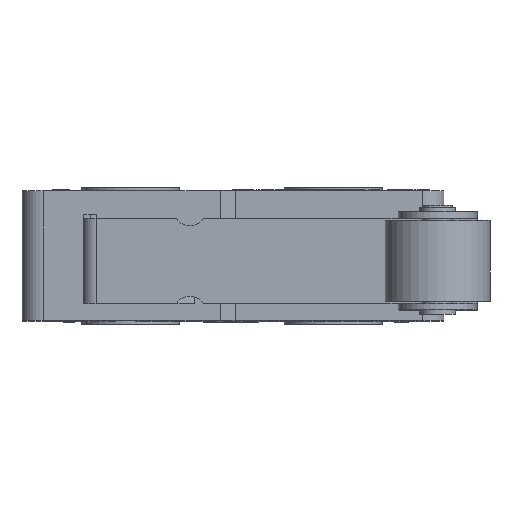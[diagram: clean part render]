
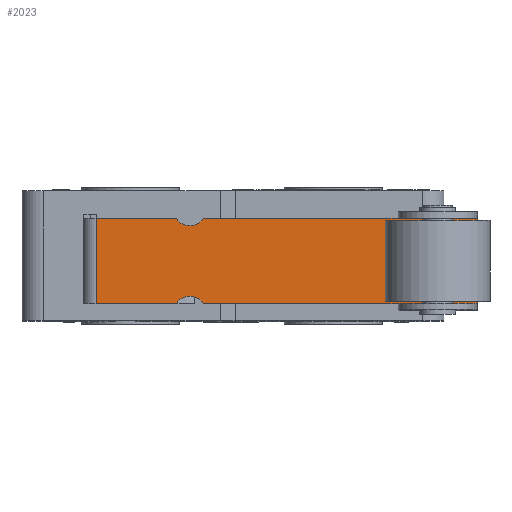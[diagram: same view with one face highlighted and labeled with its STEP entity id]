
A CAD part, top view. The second image highlights one B-rep face of the part: STEP entity #2023.
In plain terms, the highlighted planar face has unit normal (-0.013, 0, 1).
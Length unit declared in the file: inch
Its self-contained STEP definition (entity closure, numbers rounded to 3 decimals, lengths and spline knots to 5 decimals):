
#1095=CARTESIAN_POINT('',(0.08427,-0.20866,0.34654));
#1096=VERTEX_POINT('',#1095);
#1103=CARTESIAN_POINT('',(-0.06397,-0.20866,0.34463));
#1104=VERTEX_POINT('',#1103);
#1105=CARTESIAN_POINT('',(0.08427,-0.20866,0.34654));
#1106=DIRECTION('',(-1.,0.,-0.013));
#1107=VECTOR('',#1106,0.14825);
#1108=LINE('',#1105,#1107);
#1109=EDGE_CURVE('',#1096,#1104,#1108,.T.);
#1299=CARTESIAN_POINT('',(0.13422,-0.20866,0.34718));
#1300=VERTEX_POINT('',#1299);
#1309=CARTESIAN_POINT('',(0.10924,-0.22441,0.34686));
#1310=DIRECTION('',(0.013,0.,-1.));
#1311=DIRECTION('',(1.,0.,0.013));
#1312=AXIS2_PLACEMENT_3D('',#1309,#1310,#1311);
#1313=CIRCLE('',#1312,0.02953);
#1314=EDGE_CURVE('',#1096,#1300,#1313,.T.);
#1334=CARTESIAN_POINT('',(0.13422,-0.05118,0.34718));
#1335=VERTEX_POINT('',#1334);
#1351=CARTESIAN_POINT('',(0.08427,-0.05118,0.34654));
#1352=VERTEX_POINT('',#1351);
#1359=CARTESIAN_POINT('',(0.10924,-0.03543,0.34686));
#1360=DIRECTION('',(0.013,0.,-1.));
#1361=DIRECTION('',(1.,0.,0.013));
#1362=AXIS2_PLACEMENT_3D('',#1359,#1360,#1361);
#1363=CIRCLE('',#1362,0.02953);
#1364=EDGE_CURVE('',#1335,#1352,#1363,.T.);
#1383=CARTESIAN_POINT('',(-0.06397,-0.05118,0.34463));
#1384=VERTEX_POINT('',#1383);
#1392=CARTESIAN_POINT('',(-0.06397,-0.05118,0.34463));
#1393=DIRECTION('',(1.,0.,0.013));
#1394=VECTOR('',#1393,0.14825);
#1395=LINE('',#1392,#1394);
#1396=EDGE_CURVE('',#1384,#1352,#1395,.T.);
#1752=CARTESIAN_POINT('',(0.49583,-0.05118,0.35182));
#1753=VERTEX_POINT('',#1752);
#1760=CARTESIAN_POINT('',(0.64148,-0.05118,0.35369));
#1761=VERTEX_POINT('',#1760);
#1762=CARTESIAN_POINT('',(0.49583,-0.05118,0.35182));
#1763=DIRECTION('',(1.,0.,0.013));
#1764=VECTOR('',#1763,0.14567);
#1765=LINE('',#1762,#1764);
#1766=EDGE_CURVE('',#1753,#1761,#1765,.T.);
#1885=CARTESIAN_POINT('',(0.64148,-0.20866,0.35369));
#1886=VERTEX_POINT('',#1885);
#1893=CARTESIAN_POINT('',(0.49583,-0.20866,0.35182));
#1894=VERTEX_POINT('',#1893);
#1895=CARTESIAN_POINT('',(0.64148,-0.20866,0.35369));
#1896=DIRECTION('',(-1.,0.,-0.013));
#1897=VECTOR('',#1896,0.14567);
#1898=LINE('',#1895,#1897);
#1899=EDGE_CURVE('',#1886,#1894,#1898,.T.);
#1982=CARTESIAN_POINT('',(-0.06397,-0.20866,0.34463));
#1983=DIRECTION('',(0.0,1.0,0.0));
#1984=VECTOR('',#1983,0.15748);
#1985=LINE('',#1982,#1984);
#1986=EDGE_CURVE('',#1104,#1384,#1985,.T.);
#1991=CARTESIAN_POINT('',(0.67676,-0.04331,0.35414));
#1992=DIRECTION('',(-0.013,0.,1.));
#1993=DIRECTION('',(1.,0.,0.013));
#1994=AXIS2_PLACEMENT_3D('',#1991,#1992,#1993);
#1995=PLANE('',#1994);
#1996=ORIENTED_EDGE('',*,*,#1314,.T.);
#1997=CARTESIAN_POINT('',(0.49583,-0.20866,0.35182));
#1998=DIRECTION('',(-1.,0.,-0.013));
#1999=VECTOR('',#1998,0.36164);
#2000=LINE('',#1997,#1999);
#2001=EDGE_CURVE('',#1894,#1300,#2000,.T.);
#2002=ORIENTED_EDGE('',*,*,#2001,.F.);
#2003=ORIENTED_EDGE('',*,*,#1899,.F.);
#2004=CARTESIAN_POINT('',(0.64148,-0.20866,0.35369));
#2005=DIRECTION('',(0.0,1.0,0.0));
#2006=VECTOR('',#2005,0.15748);
#2007=LINE('',#2004,#2006);
#2008=EDGE_CURVE('',#1886,#1761,#2007,.T.);
#2009=ORIENTED_EDGE('',*,*,#2008,.T.);
#2010=ORIENTED_EDGE('',*,*,#1766,.F.);
#2011=CARTESIAN_POINT('',(0.13422,-0.05118,0.34718));
#2012=DIRECTION('',(1.,0.,0.013));
#2013=VECTOR('',#2012,0.36164);
#2014=LINE('',#2011,#2013);
#2015=EDGE_CURVE('',#1335,#1753,#2014,.T.);
#2016=ORIENTED_EDGE('',*,*,#2015,.F.);
#2017=ORIENTED_EDGE('',*,*,#1364,.T.);
#2018=ORIENTED_EDGE('',*,*,#1396,.F.);
#2019=ORIENTED_EDGE('',*,*,#1986,.F.);
#2020=ORIENTED_EDGE('',*,*,#1109,.F.);
#2021=EDGE_LOOP('',(#1996,#2002,#2003,#2009,#2010,#2016,#2017,#2018,#2019,#2020));
#2022=FACE_OUTER_BOUND('',#2021,.T.);
#2023=ADVANCED_FACE('',(#2022),#1995,.T.);
